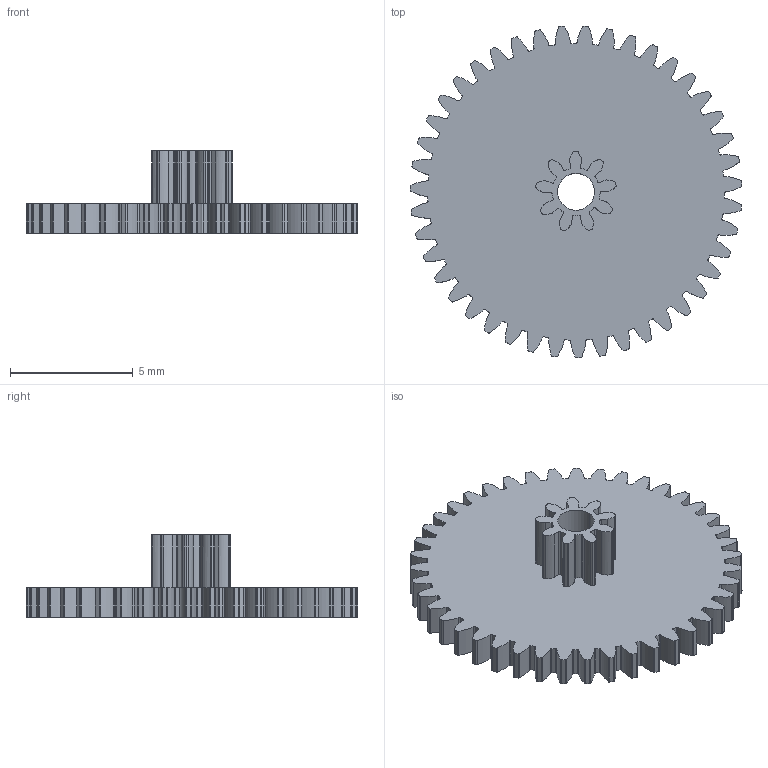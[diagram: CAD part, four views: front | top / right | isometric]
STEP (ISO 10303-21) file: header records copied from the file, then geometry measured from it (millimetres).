
FILE_DESCRIPTION (( 'STEP AP214' ), '1' );
FILE_NAME ('2_Gear 2__Large_43Teeth_0.3Modulus__Small_9Teeth_0.3Modulus_Q_V3.STEP', '2016-10-19T23:51:03', ( '' ), ( '' ), 'SwSTEP 2.0', 'SolidWorks 2016', '' );
FILE_SCHEMA (( 'AUTOMOTIVE_DESIGN' ));
Length unit declared in the file: millimetre
Products named in the file (1): 2_Gear 2__Large_43Teeth_0.3Modulus__Small_9Teeth_0.3Modulus_Q_V3
Bounding box: 13.49 x 13.49 x 3.35 mm (x, y, z)
Volume: 160.7 mm3; surface area: 415.4 mm2
Topology: 2 solids, 2 shells, 484 faces, 1440 edges, 960 vertices
Faces by surface type: cylinder 358, bspline 104, plane 22
Entity records: 23115 total; most frequent: CARTESIAN_POINT 10077, ORIENTED_EDGE 2880, DIRECTION 2710, EDGE_CURVE 1440, AXIS2_PLACEMENT_3D 1097, VERTEX_POINT 960, CIRCLE 716, LINE 516
